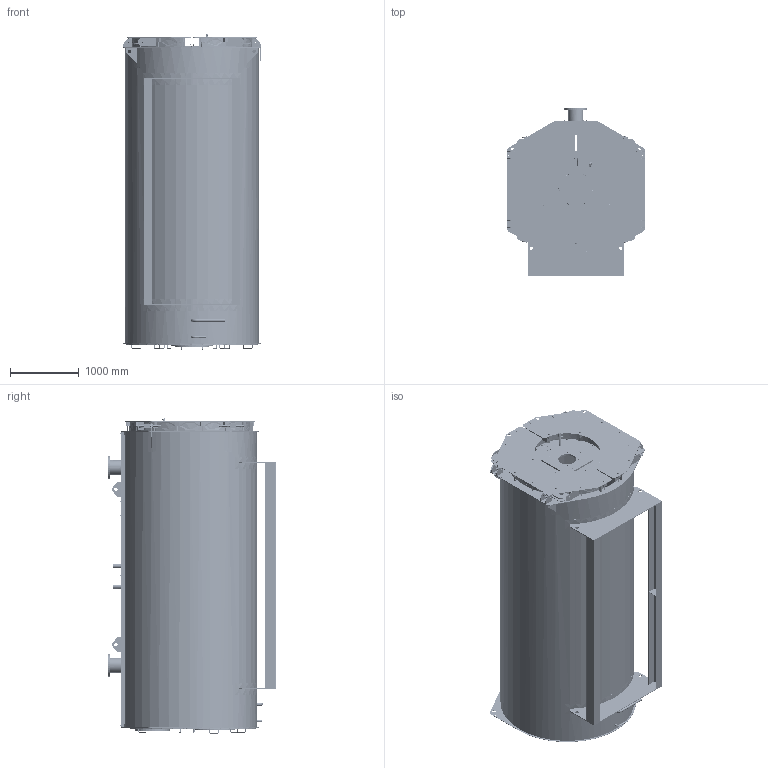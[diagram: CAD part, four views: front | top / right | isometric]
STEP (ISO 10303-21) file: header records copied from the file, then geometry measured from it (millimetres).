
FILE_DESCRIPTION(/* description */ (''),/* implementation_level */ '2;1');
FILE_NAME(/* name */ 'WH3 3Д модель.stp',/* time_stamp */ '2023-03-31T11:52:26+07:00',/* author */ ('v.aleksandrov'),/* organization */ (''),/* preprocessor_version */ 'ST-DEVELOPER v18',/* originating_system */ 'Autodesk Inventor 2020',/* authorisation */ '');
FILE_SCHEMA (('CONFIG_CONTROL_DESIGN'));
Length unit declared in the file: millimetre
Products named in the file (1): WH3 3Д модель
Bounding box: 2001 x 2440 x 4587.02 mm (x, y, z)
Volume: 1578584093.3 mm3; surface area: 137246196.5 mm2
Topology: 17 solids, 59 shells, 6495 faces, 17043 edges, 11303 vertices
Faces by surface type: plane 3576, cylinder 2053, cone 567, torus 189, bspline 110
Full cylindrical faces by diameter (mm): 4 x1, 6 x53, 7 x10, 7.8 x1, 8 x81, 8.4 x16, 8.8 x1, 9 x30, 10 x78, 11 x56, 12 x6, 13 x70, 14 x36, 15 x84, 16 x21, 17 x5, 18 x91, 19 x6, 20 x10, 21 x80, 22 x41, 24 x22, 25 x10, 27.1 x1, 28 x32, 30 x7, 33.5 x1, 35 x1, 36 x2, 37 x32
Entity records: 233239 total; most frequent: CARTESIAN_POINT 62221, DIRECTION 35101, ORIENTED_EDGE 34104, EDGE_CURVE 17064, AXIS2_PLACEMENT_3D 13275, VERTEX_POINT 11307, LINE 8551, VECTOR 8551
